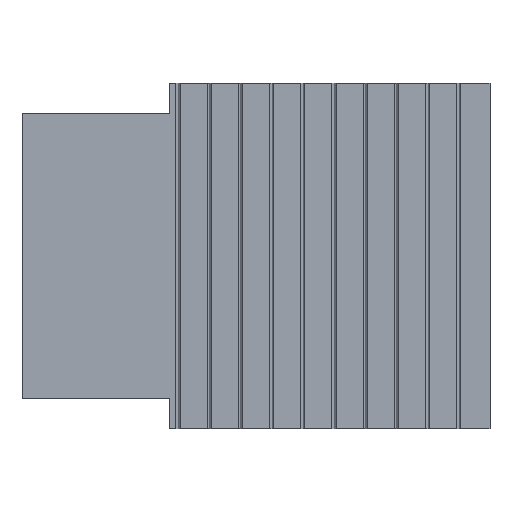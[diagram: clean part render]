
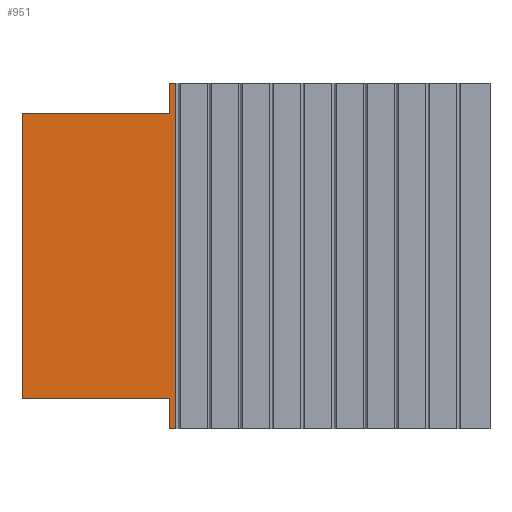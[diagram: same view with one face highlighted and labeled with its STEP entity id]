
A CAD part, top view. The second image highlights one B-rep face of the part: STEP entity #951.
In plain terms, the highlighted planar face has unit normal (0, 0, 1).
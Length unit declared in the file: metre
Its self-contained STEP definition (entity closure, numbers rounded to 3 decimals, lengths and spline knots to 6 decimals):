
#20=ORIENTED_EDGE('',*,*,#296,.F.);
#21=ORIENTED_EDGE('',*,*,#297,.F.);
#22=ORIENTED_EDGE('',*,*,#298,.T.);
#23=ORIENTED_EDGE('',*,*,#299,.T.);
#24=ORIENTED_EDGE('',*,*,#300,.T.);
#25=ORIENTED_EDGE('',*,*,#301,.T.);
#26=ORIENTED_EDGE('',*,*,#302,.F.);
#27=ORIENTED_EDGE('',*,*,#303,.F.);
#296=EDGE_CURVE('',#434,#435,#526,.T.);
#297=EDGE_CURVE('',#436,#434,#527,.T.);
#298=EDGE_CURVE('',#436,#437,#528,.T.);
#299=EDGE_CURVE('',#437,#438,#529,.T.);
#300=EDGE_CURVE('',#438,#439,#530,.T.);
#301=EDGE_CURVE('',#439,#440,#531,.T.);
#302=EDGE_CURVE('',#441,#440,#532,.T.);
#303=EDGE_CURVE('',#435,#441,#533,.T.);
#434=VERTEX_POINT('',#1303);
#435=VERTEX_POINT('',#1304);
#436=VERTEX_POINT('',#1306);
#437=VERTEX_POINT('',#1308);
#438=VERTEX_POINT('',#1310);
#439=VERTEX_POINT('',#1312);
#440=VERTEX_POINT('',#1314);
#441=VERTEX_POINT('',#1316);
#526=LINE('',#1302,#664);
#527=LINE('',#1305,#665);
#528=LINE('',#1307,#666);
#529=LINE('',#1309,#667);
#530=LINE('',#1311,#668);
#531=LINE('',#1313,#669);
#532=LINE('',#1315,#670);
#533=LINE('',#1317,#671);
#664=VECTOR('',#1066,1.);
#665=VECTOR('',#1067,1.);
#666=VECTOR('',#1068,1.);
#667=VECTOR('',#1069,1.);
#668=VECTOR('',#1070,1.);
#669=VECTOR('',#1071,1.);
#670=VECTOR('',#1072,1.);
#671=VECTOR('',#1073,1.);
#802=EDGE_LOOP('',(#20,#21,#22,#23,#24,#25,#26,#27));
#852=FACE_BOUND('',#802,.T.);
#902=PLANE('',#1013);
#951=ADVANCED_FACE('',(#852),#902,.T.);
#1013=AXIS2_PLACEMENT_3D('',#1301,#1064,#1065);
#1064=DIRECTION('',(0.,0.,1.));
#1065=DIRECTION('',(1.,0.,0.));
#1066=DIRECTION('',(-1.,0.,0.));
#1067=DIRECTION('',(0.,-1.,0.));
#1068=DIRECTION('',(-1.,0.,0.));
#1069=DIRECTION('',(0.,-1.,0.));
#1070=DIRECTION('',(-1.,0.,0.));
#1071=DIRECTION('',(0.,-1.,0.));
#1072=DIRECTION('',(-1.,0.,0.));
#1073=DIRECTION('',(0.,1.,0.));
#1301=CARTESIAN_POINT('',(0.350452,0.263225,0.01));
#1302=CARTESIAN_POINT('',(0.385805,0.180103,0.01));
#1303=CARTESIAN_POINT('',(0.311952,0.180103,0.01));
#1304=CARTESIAN_POINT('',(0.308658,0.180103,0.01));
#1305=CARTESIAN_POINT('',(0.311952,0.263225,0.01));
#1306=CARTESIAN_POINT('',(0.311952,0.346346,0.01));
#1307=CARTESIAN_POINT('',(0.385805,0.346346,0.01));
#1308=CARTESIAN_POINT('',(0.308658,0.346346,0.01));
#1309=CARTESIAN_POINT('',(0.308658,0.339084,0.01));
#1310=CARTESIAN_POINT('',(0.308658,0.331821,0.01));
#1311=CARTESIAN_POINT('',(0.273305,0.331821,0.01));
#1312=CARTESIAN_POINT('',(0.237952,0.331821,0.01));
#1313=CARTESIAN_POINT('',(0.237952,0.297523,0.01));
#1314=CARTESIAN_POINT('',(0.237952,0.194628,0.01));
#1315=CARTESIAN_POINT('',(0.273305,0.194628,0.01));
#1316=CARTESIAN_POINT('',(0.308658,0.194628,0.01));
#1317=CARTESIAN_POINT('',(0.308658,0.187366,0.01));
